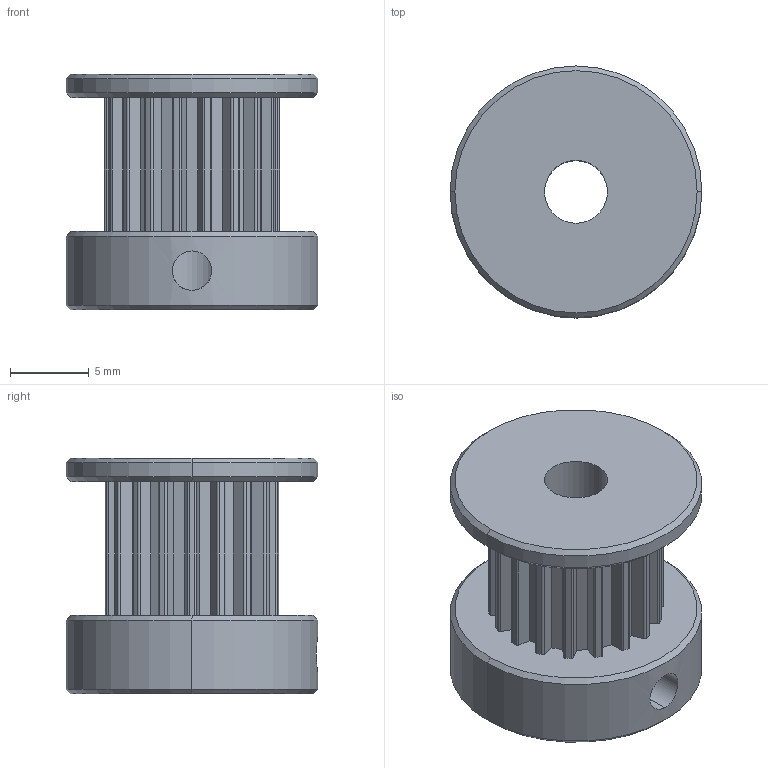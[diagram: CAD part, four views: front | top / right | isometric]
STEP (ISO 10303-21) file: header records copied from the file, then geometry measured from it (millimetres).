
FILE_DESCRIPTION (( 'STEP AP214' ), '1' );
FILE_NAME ('Timing Pulley 18T肮祭湍謫.step', '2016-10-28T04:16:36', ( 'dell' ), ( '' ), 'SwSTEP 2.0', 'SolidWorks 2013', '' );
FILE_SCHEMA (( 'AUTOMOTIVE_DESIGN' ));
Length unit declared in the file: millimetre
Products named in the file (1): Timing Pulley 18T肮祭湍謫
Bounding box: 16 x 16 x 15 mm (x, y, z)
Volume: 1757.6 mm3; surface area: 1613.3 mm2
Topology: 1 solids, 1 shells, 131 faces, 371 edges, 244 vertices
Faces by surface type: cylinder 63, plane 58, cone 10
Entity records: 4395 total; most frequent: CARTESIAN_POINT 831, DIRECTION 763, ORIENTED_EDGE 742, EDGE_CURVE 371, AXIS2_PLACEMENT_3D 264, VERTEX_POINT 244, LINE 235, VECTOR 235
